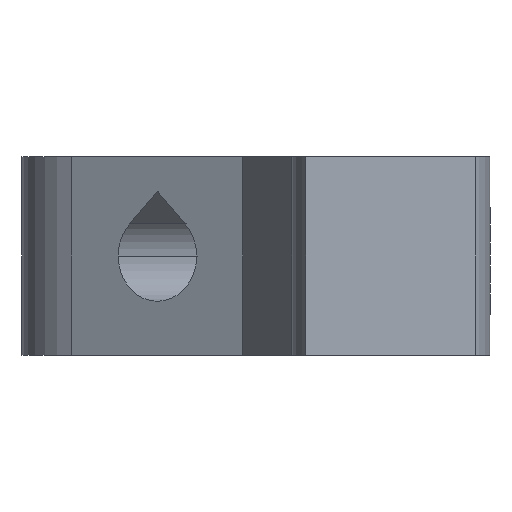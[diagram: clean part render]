
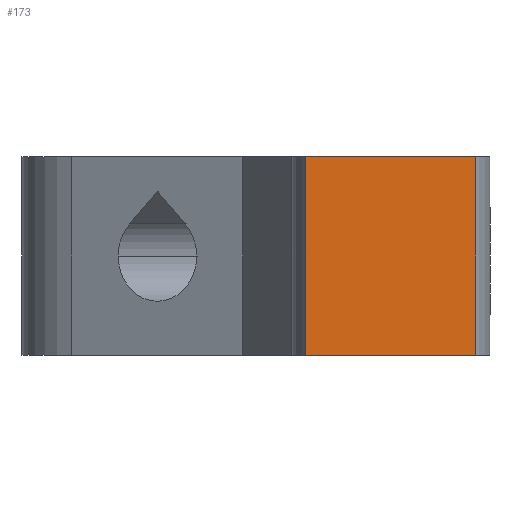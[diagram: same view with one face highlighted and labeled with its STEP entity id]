
A CAD part, front view. The second image highlights one B-rep face of the part: STEP entity #173.
In plain terms, the highlighted planar face has unit normal (0, -1, 0).
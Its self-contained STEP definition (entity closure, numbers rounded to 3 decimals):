
#163 = ORIENTED_EDGE ( 'NONE', *, *, #176, .F. ) ;
#164 = EDGE_CURVE ( 'NONE', #178, #268, #1189, .T. ) ;
#165 = CARTESIAN_POINT ( 'NONE',  ( 6., -16., 0. ) ) ;
#169 = EDGE_LOOP ( 'NONE', ( #163, #273, #274, #179 ) ) ;
#173 = ADVANCED_FACE ( 'NONE', ( #1146 ), #1128, .T. ) ;
#175 = EDGE_CURVE ( 'NONE', #268, #180, #1135, .T. ) ;
#176 = EDGE_CURVE ( 'NONE', #269, #180, #1183, .T. ) ;
#177 = EDGE_CURVE ( 'NONE', #178, #269, #1180, .T. ) ;
#178 = VERTEX_POINT ( 'NONE', #1125 ) ;
#179 = ORIENTED_EDGE ( 'NONE', *, *, #175, .T. ) ;
#180 = VERTEX_POINT ( 'NONE', #1124 ) ;
#268 = VERTEX_POINT ( 'NONE', #165 ) ;
#269 = VERTEX_POINT ( 'NONE', #276 ) ;
#273 = ORIENTED_EDGE ( 'NONE', *, *, #177, .F. ) ;
#274 = ORIENTED_EDGE ( 'NONE', *, *, #164, .T. ) ;
#276 = CARTESIAN_POINT ( 'NONE',  ( -6., -16., 14. ) ) ;
#1117 = CARTESIAN_POINT ( 'NONE',  ( -6., -16., 14. ) ) ;
#1118 = VECTOR ( 'NONE', #1122, 1000. ) ;
#1119 = DIRECTION ( 'NONE',  ( 0., 0., -1. ) ) ;
#1120 = DIRECTION ( 'NONE',  ( 0., -1., 0. ) ) ;
#1121 = CARTESIAN_POINT ( 'NONE',  ( -6., -16., 0. ) ) ;
#1122 = DIRECTION ( 'NONE',  ( 0., 0., 1. ) ) ;
#1123 = CARTESIAN_POINT ( 'NONE',  ( 6., -16., 0. ) ) ;
#1124 = CARTESIAN_POINT ( 'NONE',  ( 6., -16., 14. ) ) ;
#1125 = CARTESIAN_POINT ( 'NONE',  ( -6., -16., 0. ) ) ;
#1128 = PLANE ( 'NONE',  #1184 ) ;
#1135 = LINE ( 'NONE', #1123, #1118 ) ;
#1146 = FACE_OUTER_BOUND ( 'NONE', #169, .T. ) ;
#1177 = DIRECTION ( 'NONE',  ( 0., 0., 1. ) ) ;
#1178 = VECTOR ( 'NONE', #1177, 1000. ) ;
#1179 = CARTESIAN_POINT ( 'NONE',  ( -6., -16., 0. ) ) ;
#1180 = LINE ( 'NONE', #1179, #1178 ) ;
#1181 = DIRECTION ( 'NONE',  ( 1., 0., 0. ) ) ;
#1182 = VECTOR ( 'NONE', #1181, 1000. ) ;
#1183 = LINE ( 'NONE', #1117, #1182 ) ;
#1184 = AXIS2_PLACEMENT_3D ( 'NONE', #1121, #1120, #1119 ) ;
#1186 = DIRECTION ( 'NONE',  ( 1., 0., 0. ) ) ;
#1187 = VECTOR ( 'NONE', #1186, 1000. ) ;
#1188 = CARTESIAN_POINT ( 'NONE',  ( -6., -16., 0. ) ) ;
#1189 = LINE ( 'NONE', #1188, #1187 ) ;
